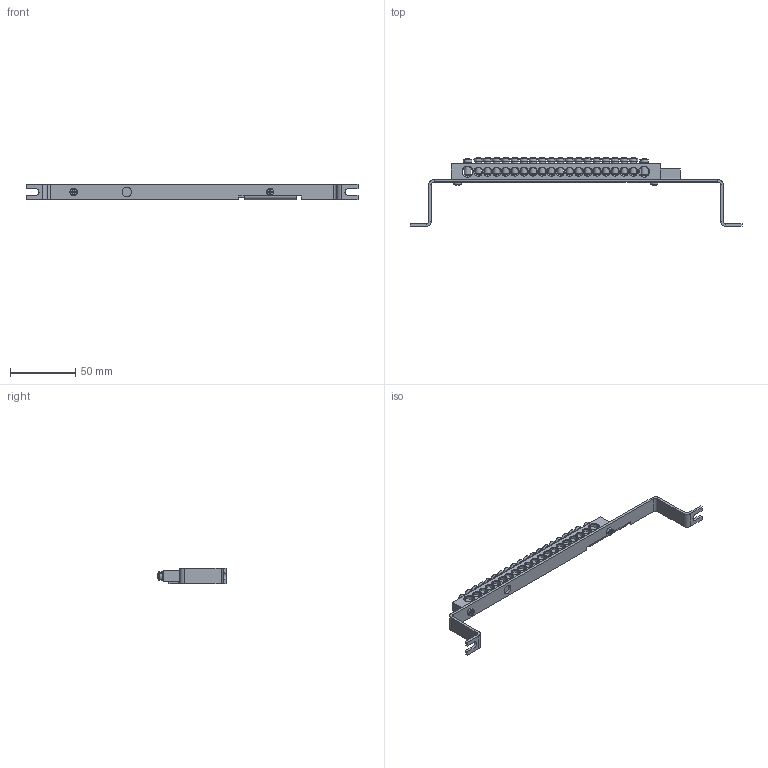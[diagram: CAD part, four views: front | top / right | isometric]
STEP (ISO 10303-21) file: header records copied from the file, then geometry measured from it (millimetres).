
FILE_DESCRIPTION(/* description */ (''),/* implementation_level */ '2;1');
FILE_NAME(/* name */ 'Шина PE 8х12-20 на скобе.stp',/* time_stamp */ '2021-04-12T22:18:59+03:00',/* author */ ('Admin'),/* organization */ (''),/* preprocessor_version */ 'ST-DEVELOPER v15.6',/* originating_system */ 'Autodesk Inventor 2015',/* authorisation */ '');
FILE_SCHEMA (('AUTOMOTIVE_DESIGN { 1 0 10303 214 3 1 1 }'));
Length unit declared in the file: millimetre
Products named in the file (6): Винт M4x10; Скоба; 8х12-20_2; Винт M5x10; Шина N+PE на \X2\0441

Assembly tree (25 placements, depth 3):
  Шина N+PE на \X2\0441

    Винт M4x10  x2
    Скоба
    8х12-20_2
      8х12-20_2
      Винт M5x10  x20
Bounding box: 255 x 52.65 x 12 mm (x, y, z)
Volume: 22613.7 mm3; surface area: 24515.2 mm2
Topology: 24 solids, 24 shells, 700 faces, 1823 edges, 1193 vertices
Faces by surface type: plane 384, cone 106, cylinder 78, torus 66, sphere 44, bspline 22
Full cylindrical faces by diameter (mm): 3.242 x2, 3.9 x2, 4.134 x20, 4.8 x20, 5 x1, 6 x18, 7.2 x1, 7.5 x2
Entity records: 6695 total; most frequent: CARTESIAN_POINT 1763, DIRECTION 1012, ORIENTED_EDGE 796, AXIS2_PLACEMENT_3D 423, EDGE_CURVE 398, EDGE_LOOP 380, VERTEX_POINT 298, FACE_OUTER_BOUND 200
